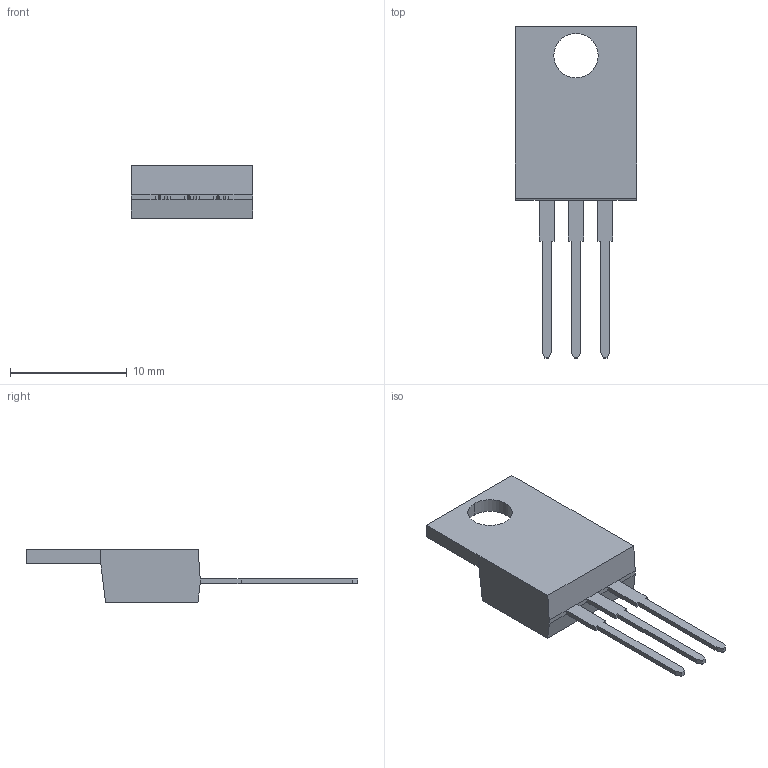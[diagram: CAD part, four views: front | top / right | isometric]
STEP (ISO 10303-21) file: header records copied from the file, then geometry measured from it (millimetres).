
FILE_DESCRIPTION (( 'STEP AP214' ), '1' );
FILE_NAME ('SW3dPS-TO3B_(TO220)_1.STEP', '2009-10-08T18:48:06', ( 'sysAdmin' ), ( 'SolidWorks' ), 'SwSTEP 2.0', 'SolidWorks 2009', '' );
FILE_SCHEMA (( 'AUTOMOTIVE_DESIGN' ));
Length unit declared in the file: millimetre
Products named in the file (1): SW3dPS-TO3B_(TO220)_1
Bounding box: 10.4 x 28.4 x 4.5 mm (x, y, z)
Volume: 469.2 mm3; surface area: 584.1 mm2
Topology: 1 solids, 1 shells, 52 faces, 136 edges, 86 vertices
Faces by surface type: plane 50, cylinder 2
Entity records: 2162 total; most frequent: CARTESIAN_POINT 275, ORIENTED_EDGE 272, DIRECTION 246, EDGE_CURVE 136, VECTOR 132, LINE 132, VERTEX_POINT 86, AXIS2_PLACEMENT_3D 57
